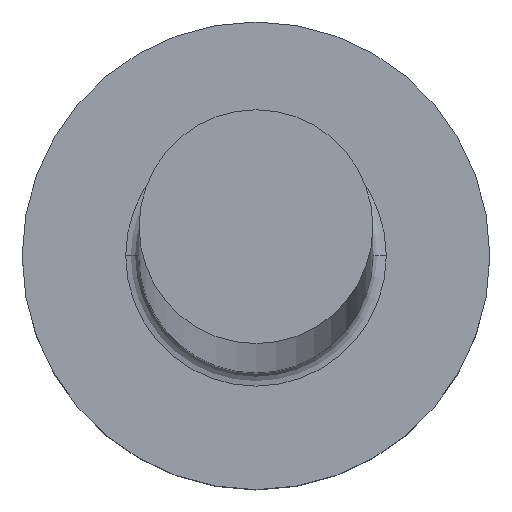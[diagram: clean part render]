
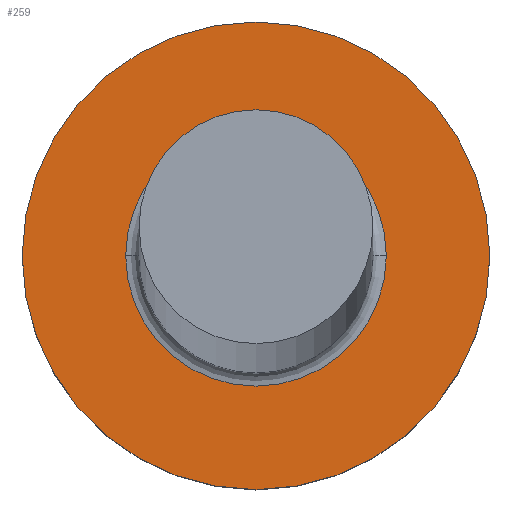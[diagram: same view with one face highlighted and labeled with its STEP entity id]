
A CAD part, top view. The second image highlights one B-rep face of the part: STEP entity #259.
In plain terms, the highlighted planar face has unit normal (0, 0, 1).
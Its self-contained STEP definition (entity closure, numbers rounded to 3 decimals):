
#2 = CARTESIAN_POINT ( 'NONE',  ( 1.95, 0., 3. ) ) ;
#14 = DIRECTION ( 'NONE',  ( 0., 0., 1. ) ) ;
#16 = FACE_OUTER_BOUND ( 'NONE', #251, .T. ) ;
#20 = EDGE_CURVE ( 'NONE', #184, #207, #237, .T. ) ;
#33 = CIRCLE ( 'NONE', #250, 3.5 ) ;
#34 = DIRECTION ( 'NONE',  ( 0., 0., 1. ) ) ;
#46 = ORIENTED_EDGE ( 'NONE', *, *, #127, .T. ) ;
#63 = FACE_BOUND ( 'NONE', #70, .T. ) ;
#68 = VERTEX_POINT ( 'NONE', #71 ) ;
#70 = EDGE_LOOP ( 'NONE', ( #228, #157 ) ) ;
#71 = CARTESIAN_POINT ( 'NONE',  ( -3.5, 0., 3. ) ) ;
#80 = AXIS2_PLACEMENT_3D ( 'NONE', #186, #117, #277 ) ;
#84 = CARTESIAN_POINT ( 'NONE',  ( 0., 0., 3. ) ) ;
#93 = CARTESIAN_POINT ( 'NONE',  ( 3.5, 0., 3. ) ) ;
#107 = VERTEX_POINT ( 'NONE', #93 ) ;
#112 = CARTESIAN_POINT ( 'NONE',  ( 0., 0., 3. ) ) ;
#114 = DIRECTION ( 'NONE',  ( 1., 0., 0. ) ) ;
#117 = DIRECTION ( 'NONE',  ( 0., 0., -1. ) ) ;
#127 = EDGE_CURVE ( 'NONE', #68, #107, #33, .T. ) ;
#131 = PLANE ( 'NONE',  #154 ) ;
#154 = AXIS2_PLACEMENT_3D ( 'NONE', #84, #14, #258 ) ;
#157 = ORIENTED_EDGE ( 'NONE', *, *, #20, .T. ) ;
#164 = CIRCLE ( 'NONE', #305, 3.5 ) ;
#166 = CARTESIAN_POINT ( 'NONE',  ( -1.95, 0., 3. ) ) ;
#176 = CARTESIAN_POINT ( 'NONE',  ( 0., 0., 3. ) ) ;
#183 = CIRCLE ( 'NONE', #196, 1.95 ) ;
#184 = VERTEX_POINT ( 'NONE', #166 ) ;
#186 = CARTESIAN_POINT ( 'NONE',  ( 0., 0., 3. ) ) ;
#190 = EDGE_CURVE ( 'NONE', #107, #68, #164, .T. ) ;
#196 = AXIS2_PLACEMENT_3D ( 'NONE', #176, #270, #201 ) ;
#198 = ORIENTED_EDGE ( 'NONE', *, *, #190, .T. ) ;
#201 = DIRECTION ( 'NONE',  ( 1., 0., 0. ) ) ;
#207 = VERTEX_POINT ( 'NONE', #2 ) ;
#228 = ORIENTED_EDGE ( 'NONE', *, *, #260, .T. ) ;
#229 = DIRECTION ( 'NONE',  ( 0., 0., 1. ) ) ;
#234 = CARTESIAN_POINT ( 'NONE',  ( 0., 0., 3. ) ) ;
#237 = CIRCLE ( 'NONE', #80, 1.95 ) ;
#250 = AXIS2_PLACEMENT_3D ( 'NONE', #112, #229, #114 ) ;
#251 = EDGE_LOOP ( 'NONE', ( #46, #198 ) ) ;
#258 = DIRECTION ( 'NONE',  ( 1., 0., 0. ) ) ;
#259 = ADVANCED_FACE ( 'NONE', ( #63, #16 ), #131, .T. ) ;
#260 = EDGE_CURVE ( 'NONE', #207, #184, #183, .T. ) ;
#261 = DIRECTION ( 'NONE',  ( 1., 0., 0. ) ) ;
#270 = DIRECTION ( 'NONE',  ( 0., 0., -1. ) ) ;
#277 = DIRECTION ( 'NONE',  ( 1., 0., 0. ) ) ;
#305 = AXIS2_PLACEMENT_3D ( 'NONE', #234, #34, #261 ) ;
